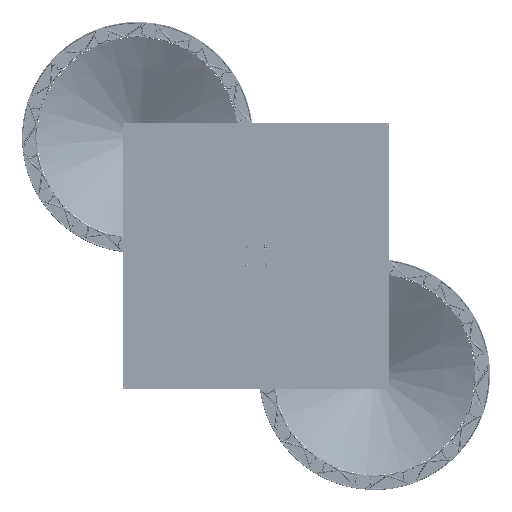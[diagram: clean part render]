
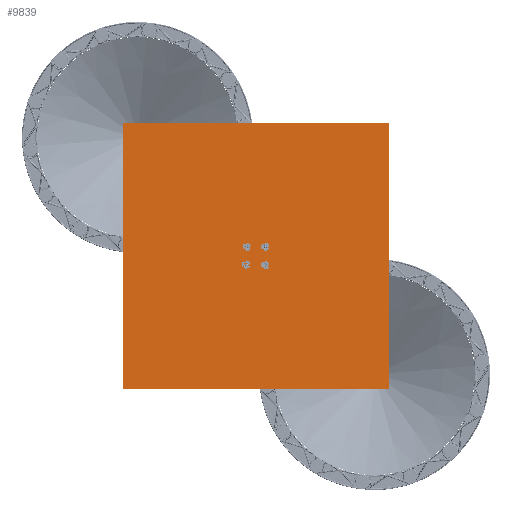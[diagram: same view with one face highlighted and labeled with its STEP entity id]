
A CAD part, front view. The second image highlights one B-rep face of the part: STEP entity #9839.
In plain terms, the highlighted planar face has unit normal (0, -1, 0).
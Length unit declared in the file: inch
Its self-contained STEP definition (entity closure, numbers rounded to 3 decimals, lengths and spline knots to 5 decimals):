
#798 = CARTESIAN_POINT ( 'NONE',  ( -11.90625, 0., 11.90625 ) ) ;
#1203 = CIRCLE ( 'NONE', #33829, 0.15 ) ;
#2033 = VERTEX_POINT ( 'NONE', #18766 ) ;
#2202 = DIRECTION ( 'NONE',  ( 0., 1., 0. ) ) ;
#2401 = EDGE_CURVE ( 'NONE', #12724, #39262, #27713, .T. ) ;
#2580 = VERTEX_POINT ( 'NONE', #3906 ) ;
#2734 = VERTEX_POINT ( 'NONE', #36712 ) ;
#2829 = EDGE_CURVE ( 'NONE', #41686, #22834, #44088, .T. ) ;
#2930 = ORIENTED_EDGE ( 'NONE', *, *, #2829, .T. ) ;
#3204 = CARTESIAN_POINT ( 'NONE',  ( 0.82864, 0., -0.82864 ) ) ;
#3484 = CARTESIAN_POINT ( 'NONE',  ( 11.90625, 0., -11.90625 ) ) ;
#3646 = DIRECTION ( 'NONE',  ( -1., 0., 0. ) ) ;
#3906 = CARTESIAN_POINT ( 'NONE',  ( 11.90625, 0., -11.90625 ) ) ;
#4286 = CARTESIAN_POINT ( 'NONE',  ( -11.90625, 0., 11.90625 ) ) ;
#5081 = VERTEX_POINT ( 'NONE', #11310 ) ;
#6399 = FACE_BOUND ( 'NONE', #40626, .T. ) ;
#6818 = DIRECTION ( 'NONE',  ( 0., 0., 1. ) ) ;
#7027 = DIRECTION ( 'NONE',  ( 0., 0., 1. ) ) ;
#7036 = DIRECTION ( 'NONE',  ( 0., 1., 0. ) ) ;
#7085 = CARTESIAN_POINT ( 'NONE',  ( 0.82864, 0., -0.82864 ) ) ;
#9779 = VECTOR ( 'NONE', #32175, 39.37008 ) ;
#9808 = FACE_BOUND ( 'NONE', #15207, .T. ) ;
#9839 = ADVANCED_FACE ( 'NONE', ( #16028, #36354, #9808, #6399, #43697 ), #37336, .F. ) ;
#10049 = ORIENTED_EDGE ( 'NONE', *, *, #22006, .T. ) ;
#10567 = LINE ( 'NONE', #3484, #46768 ) ;
#11156 = ORIENTED_EDGE ( 'NONE', *, *, #21462, .F. ) ;
#11261 = AXIS2_PLACEMENT_3D ( 'NONE', #25821, #2202, #14363 ) ;
#11310 = CARTESIAN_POINT ( 'NONE',  ( 11.90625, 0., 11.90625 ) ) ;
#11797 = CARTESIAN_POINT ( 'NONE',  ( 0.82864, 0., -0.97864 ) ) ;
#12095 = ORIENTED_EDGE ( 'NONE', *, *, #35848, .T. ) ;
#12724 = VERTEX_POINT ( 'NONE', #30757 ) ;
#13406 = EDGE_CURVE ( 'NONE', #2033, #38927, #13512, .T. ) ;
#13434 = VECTOR ( 'NONE', #45380, 39.37008 ) ;
#13512 = CIRCLE ( 'NONE', #25305, 0.15 ) ;
#13713 = AXIS2_PLACEMENT_3D ( 'NONE', #21569, #21513, #21470 ) ;
#14363 = DIRECTION ( 'NONE',  ( 0., 0., 1. ) ) ;
#14836 = EDGE_CURVE ( 'NONE', #5081, #2580, #15696, .T. ) ;
#15207 = EDGE_LOOP ( 'NONE', ( #23160, #12095 ) ) ;
#15467 = ORIENTED_EDGE ( 'NONE', *, *, #42317, .T. ) ;
#15696 = LINE ( 'NONE', #45797, #13434 ) ;
#15769 = EDGE_LOOP ( 'NONE', ( #35759, #27330 ) ) ;
#16028 = FACE_BOUND ( 'NONE', #35011, .T. ) ;
#17669 = CIRCLE ( 'NONE', #13713, 0.15 ) ;
#18177 = DIRECTION ( 'NONE',  ( 0., 0., 1. ) ) ;
#18186 = DIRECTION ( 'NONE',  ( 0., 1., 0. ) ) ;
#18221 = CARTESIAN_POINT ( 'NONE',  ( 0.82864, 0., 0.82864 ) ) ;
#18766 = CARTESIAN_POINT ( 'NONE',  ( 0.82864, 0., 0.97864 ) ) ;
#18930 = DIRECTION ( 'NONE',  ( 0., 0., 1. ) ) ;
#18985 = DIRECTION ( 'NONE',  ( 0., 1., 0. ) ) ;
#19020 = CARTESIAN_POINT ( 'NONE',  ( 0.82864, 0., 0.82864 ) ) ;
#20076 = DIRECTION ( 'NONE',  ( 0., 1., 0. ) ) ;
#20182 = CARTESIAN_POINT ( 'NONE',  ( -11.90625, 0., -11.90625 ) ) ;
#20257 = CIRCLE ( 'NONE', #33222, 0.15 ) ;
#20585 = EDGE_CURVE ( 'NONE', #38927, #2033, #20257, .T. ) ;
#21462 = EDGE_CURVE ( 'NONE', #2580, #35123, #10567, .T. ) ;
#21470 = DIRECTION ( 'NONE',  ( 0., 0., 1. ) ) ;
#21487 = ORIENTED_EDGE ( 'NONE', *, *, #31835, .F. ) ;
#21513 = DIRECTION ( 'NONE',  ( 0., 1., 0. ) ) ;
#21569 = CARTESIAN_POINT ( 'NONE',  ( -0.82864, 0., -0.82864 ) ) ;
#21959 = VERTEX_POINT ( 'NONE', #4286 ) ;
#22006 = EDGE_CURVE ( 'NONE', #36546, #2734, #22421, .T. ) ;
#22421 = CIRCLE ( 'NONE', #24518, 0.15 ) ;
#22548 = EDGE_LOOP ( 'NONE', ( #21487, #11156, #35739, #33006 ) ) ;
#22834 = VERTEX_POINT ( 'NONE', #37250 ) ;
#23160 = ORIENTED_EDGE ( 'NONE', *, *, #2401, .T. ) ;
#23356 = AXIS2_PLACEMENT_3D ( 'NONE', #33745, #37307, #37196 ) ;
#24518 = AXIS2_PLACEMENT_3D ( 'NONE', #30689, #34008, #35354 ) ;
#25305 = AXIS2_PLACEMENT_3D ( 'NONE', #19020, #18985, #18930 ) ;
#25346 = EDGE_CURVE ( 'NONE', #21959, #5081, #38570, .T. ) ;
#25756 = EDGE_CURVE ( 'NONE', #22834, #41686, #17669, .T. ) ;
#25821 = CARTESIAN_POINT ( 'NONE',  ( -0.82864, 0., -0.82864 ) ) ;
#27330 = ORIENTED_EDGE ( 'NONE', *, *, #20585, .T. ) ;
#27713 = CIRCLE ( 'NONE', #37284, 0.15 ) ;
#28474 = DIRECTION ( 'NONE',  ( 0., 1., 0. ) ) ;
#29718 = DIRECTION ( 'NONE',  ( 0., 0., 1. ) ) ;
#30689 = CARTESIAN_POINT ( 'NONE',  ( -0.82864, 0., 0.82864 ) ) ;
#30757 = CARTESIAN_POINT ( 'NONE',  ( 0.82864, 0., -0.67864 ) ) ;
#31835 = EDGE_CURVE ( 'NONE', #35123, #21959, #45147, .T. ) ;
#32175 = DIRECTION ( 'NONE',  ( 1., 0., 0. ) ) ;
#32733 = CARTESIAN_POINT ( 'NONE',  ( 11.90625, 0., 11.90625 ) ) ;
#33006 = ORIENTED_EDGE ( 'NONE', *, *, #25346, .F. ) ;
#33222 = AXIS2_PLACEMENT_3D ( 'NONE', #18221, #18186, #18177 ) ;
#33745 = CARTESIAN_POINT ( 'NONE',  ( 0., 0., 0. ) ) ;
#33829 = AXIS2_PLACEMENT_3D ( 'NONE', #41689, #20076, #45334 ) ;
#34008 = DIRECTION ( 'NONE',  ( 0., 1., 0. ) ) ;
#35011 = EDGE_LOOP ( 'NONE', ( #15467, #10049 ) ) ;
#35123 = VERTEX_POINT ( 'NONE', #20182 ) ;
#35354 = DIRECTION ( 'NONE',  ( 0., 0., 1. ) ) ;
#35739 = ORIENTED_EDGE ( 'NONE', *, *, #14836, .F. ) ;
#35759 = ORIENTED_EDGE ( 'NONE', *, *, #13406, .T. ) ;
#35848 = EDGE_CURVE ( 'NONE', #39262, #12724, #36977, .T. ) ;
#36354 = FACE_BOUND ( 'NONE', #15769, .T. ) ;
#36546 = VERTEX_POINT ( 'NONE', #44611 ) ;
#36712 = CARTESIAN_POINT ( 'NONE',  ( -0.82864, 0., 0.97864 ) ) ;
#36977 = CIRCLE ( 'NONE', #37309, 0.15 ) ;
#37196 = DIRECTION ( 'NONE',  ( 0., 0., 1. ) ) ;
#37250 = CARTESIAN_POINT ( 'NONE',  ( -0.82864, 0., -0.97864 ) ) ;
#37284 = AXIS2_PLACEMENT_3D ( 'NONE', #7085, #7036, #7027 ) ;
#37307 = DIRECTION ( 'NONE',  ( 0., 1., 0. ) ) ;
#37309 = AXIS2_PLACEMENT_3D ( 'NONE', #3204, #28474, #6818 ) ;
#37336 = PLANE ( 'NONE',  #23356 ) ;
#38570 = LINE ( 'NONE', #32733, #9779 ) ;
#38816 = CARTESIAN_POINT ( 'NONE',  ( 0.82864, 0., 0.67864 ) ) ;
#38927 = VERTEX_POINT ( 'NONE', #38816 ) ;
#39262 = VERTEX_POINT ( 'NONE', #11797 ) ;
#39512 = CARTESIAN_POINT ( 'NONE',  ( -0.82864, 0., -0.67864 ) ) ;
#40626 = EDGE_LOOP ( 'NONE', ( #2930, #42472 ) ) ;
#41686 = VERTEX_POINT ( 'NONE', #39512 ) ;
#41689 = CARTESIAN_POINT ( 'NONE',  ( -0.82864, 0., 0.82864 ) ) ;
#42317 = EDGE_CURVE ( 'NONE', #2734, #36546, #1203, .T. ) ;
#42472 = ORIENTED_EDGE ( 'NONE', *, *, #25756, .T. ) ;
#43697 = FACE_OUTER_BOUND ( 'NONE', #22548, .T. ) ;
#43990 = VECTOR ( 'NONE', #29718, 39.37008 ) ;
#44088 = CIRCLE ( 'NONE', #11261, 0.15 ) ;
#44611 = CARTESIAN_POINT ( 'NONE',  ( -0.82864, 0., 0.67864 ) ) ;
#45147 = LINE ( 'NONE', #798, #43990 ) ;
#45334 = DIRECTION ( 'NONE',  ( 0., 0., 1. ) ) ;
#45380 = DIRECTION ( 'NONE',  ( 0., 0., -1. ) ) ;
#45797 = CARTESIAN_POINT ( 'NONE',  ( 11.90625, 0., 11.90625 ) ) ;
#46768 = VECTOR ( 'NONE', #3646, 39.37008 ) ;
